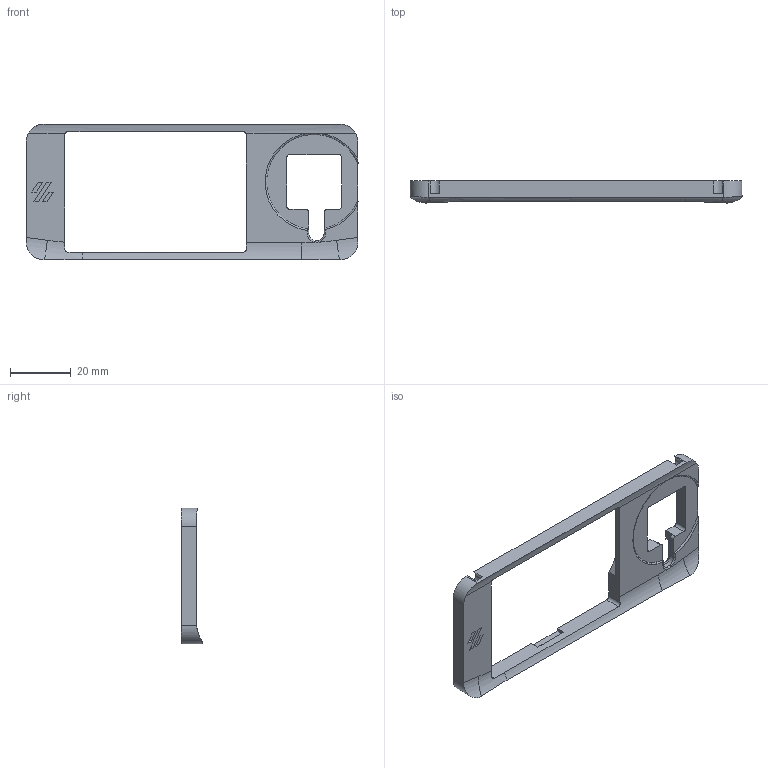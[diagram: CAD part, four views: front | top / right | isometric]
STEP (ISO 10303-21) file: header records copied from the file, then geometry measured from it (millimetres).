
FILE_DESCRIPTION (( 'STEP AP214' ), '1' );
FILE_NAME ('front_insert_2.STEP', '2024-10-25T07:31:23', ( 'WYBOT' ), ( '' ), 'SwSTEP 2.0', 'SolidWorks 2018', '' );
FILE_SCHEMA (( 'AUTOMOTIVE_DESIGN' ));
Length unit declared in the file: millimetre
Products named in the file (1): front_insert_2
Bounding box: 109 x 7.18 x 44.6 mm (x, y, z)
Volume: 9532.8 mm3; surface area: 7547.5 mm2
Topology: 1 solids, 1 shells, 96 faces, 269 edges, 175 vertices
Faces by surface type: plane 55, cylinder 30, torus 9, bspline 2
Entity records: 3281 total; most frequent: CARTESIAN_POINT 755, ORIENTED_EDGE 538, DIRECTION 507, EDGE_CURVE 269, VERTEX_POINT 175, VECTOR 173, LINE 173, AXIS2_PLACEMENT_3D 167
